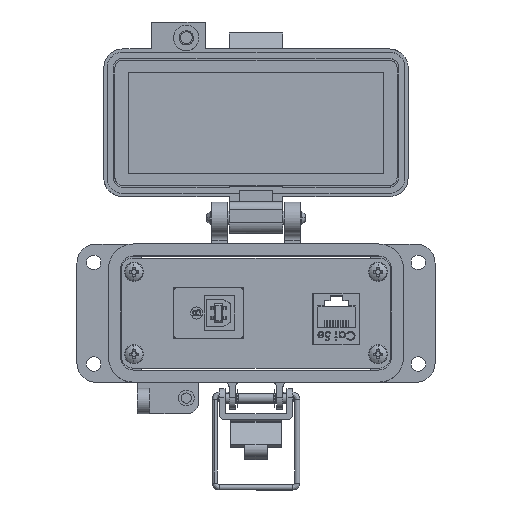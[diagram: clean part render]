
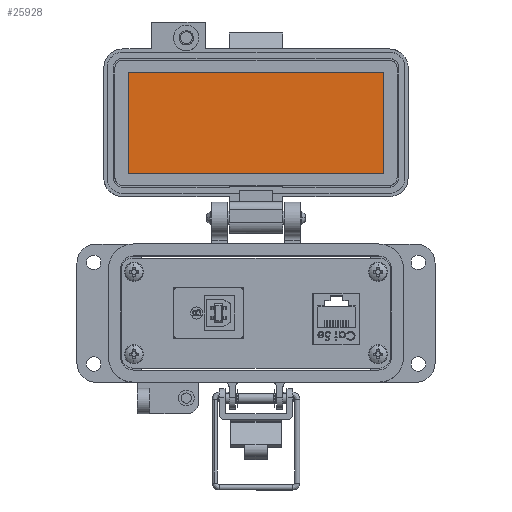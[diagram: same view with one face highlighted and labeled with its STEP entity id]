
A CAD part, top view. The second image highlights one B-rep face of the part: STEP entity #25928.
In plain terms, the highlighted planar face has unit normal (0, 0, 1).
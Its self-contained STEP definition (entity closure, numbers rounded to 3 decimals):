
#225 = CARTESIAN_POINT ( 'NONE',  ( -8.5, 67.154, -25.55 ) ) ;
#2538 = VECTOR ( 'NONE', #55538, 1000. ) ;
#3467 = VERTEX_POINT ( 'NONE', #8848 ) ;
#4168 = DIRECTION ( 'NONE',  ( 0., -1., 0. ) ) ;
#6143 = DIRECTION ( 'NONE',  ( 0., -1., 0. ) ) ;
#8848 = CARTESIAN_POINT ( 'NONE',  ( -40.25, 83.154, -25.55 ) ) ;
#9569 = LINE ( 'NONE', #58887, #70656 ) ;
#10073 = CARTESIAN_POINT ( 'NONE',  ( 40.25, 67.154, -25.55 ) ) ;
#11628 = ORIENTED_EDGE ( 'NONE', *, *, #44448, .F. ) ;
#11849 = LINE ( 'NONE', #12414, #27553 ) ;
#12124 = EDGE_CURVE ( 'NONE', #3467, #61980, #9569, .T. ) ;
#12414 = CARTESIAN_POINT ( 'NONE',  ( 42., 51.154, -25.55 ) ) ;
#12677 = DIRECTION ( 'NONE',  ( -1., 0., 0. ) ) ;
#14606 = CARTESIAN_POINT ( 'NONE',  ( -40.25, 51.154, -25.55 ) ) ;
#14881 = VERTEX_POINT ( 'NONE', #19932 ) ;
#18450 = EDGE_CURVE ( 'NONE', #14881, #53151, #11849, .T. ) ;
#19932 = CARTESIAN_POINT ( 'NONE',  ( 40.25, 51.154, -25.55 ) ) ;
#21061 = EDGE_CURVE ( 'NONE', #61980, #14881, #21647, .T. ) ;
#21647 = LINE ( 'NONE', #10073, #35533 ) ;
#25928 = ADVANCED_FACE ( 'NONE', ( #59586 ), #64332, .T. ) ;
#26113 = EDGE_LOOP ( 'NONE', ( #61143, #11628, #34939, #61054 ) ) ;
#27553 = VECTOR ( 'NONE', #12677, 1000. ) ;
#30212 = AXIS2_PLACEMENT_3D ( 'NONE', #225, #41519, #6143 ) ;
#34939 = ORIENTED_EDGE ( 'NONE', *, *, #18450, .F. ) ;
#35533 = VECTOR ( 'NONE', #4168, 1000. ) ;
#41018 = DIRECTION ( 'NONE',  ( 1., 0., 0. ) ) ;
#41519 = DIRECTION ( 'NONE',  ( 0., 0., 1. ) ) ;
#43604 = CARTESIAN_POINT ( 'NONE',  ( -40.25, 67.154, -25.55 ) ) ;
#44297 = CARTESIAN_POINT ( 'NONE',  ( 40.25, 83.154, -25.55 ) ) ;
#44448 = EDGE_CURVE ( 'NONE', #53151, #3467, #49648, .T. ) ;
#49648 = LINE ( 'NONE', #43604, #2538 ) ;
#53151 = VERTEX_POINT ( 'NONE', #14606 ) ;
#55538 = DIRECTION ( 'NONE',  ( 0., 1., 0. ) ) ;
#58887 = CARTESIAN_POINT ( 'NONE',  ( -8.5, 83.154, -25.55 ) ) ;
#59586 = FACE_OUTER_BOUND ( 'NONE', #26113, .T. ) ;
#61054 = ORIENTED_EDGE ( 'NONE', *, *, #21061, .F. ) ;
#61143 = ORIENTED_EDGE ( 'NONE', *, *, #12124, .F. ) ;
#61980 = VERTEX_POINT ( 'NONE', #44297 ) ;
#64332 = PLANE ( 'NONE',  #30212 ) ;
#70656 = VECTOR ( 'NONE', #41018, 1000. ) ;
